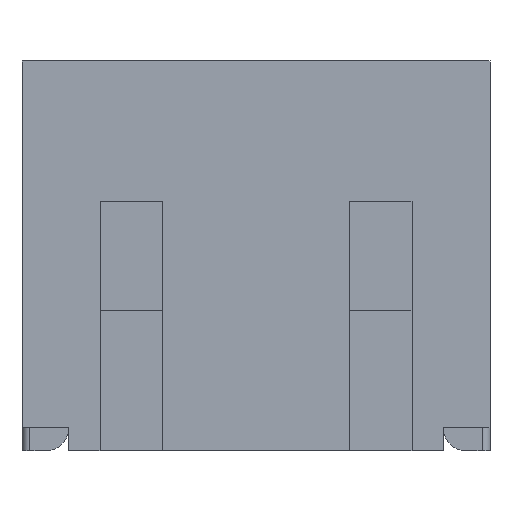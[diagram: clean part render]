
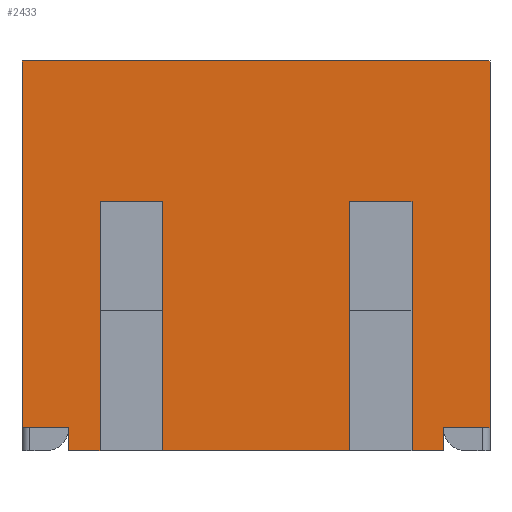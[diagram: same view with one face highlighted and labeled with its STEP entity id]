
A CAD part, left-side view. The second image highlights one B-rep face of the part: STEP entity #2433.
In plain terms, the highlighted planar face has unit normal (-1, 0, 0).
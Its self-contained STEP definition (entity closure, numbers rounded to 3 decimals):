
#35=PLANE('',#2615);
#164=FACE_OUTER_BOUND('',#292,.T.);
#292=EDGE_LOOP('',(#1810,#1811,#1812,#1813,#1814,#1815,#1816,#1817,#1818,
#1819,#1820,#1821,#1822,#1823,#1824,#1825));
#421=LINE('',#3515,#731);
#425=LINE('',#3523,#735);
#431=LINE('',#3536,#741);
#452=LINE('',#3578,#762);
#465=LINE('',#3603,#775);
#466=LINE('',#3605,#776);
#467=LINE('',#3607,#777);
#468=LINE('',#3609,#778);
#469=LINE('',#3611,#779);
#470=LINE('',#3613,#780);
#471=LINE('',#3615,#781);
#472=LINE('',#3617,#782);
#473=LINE('',#3619,#783);
#474=LINE('',#3621,#784);
#475=LINE('',#3622,#785);
#476=LINE('',#3623,#786);
#731=VECTOR('',#2866,10.);
#735=VECTOR('',#2872,10.);
#741=VECTOR('',#2882,10.);
#762=VECTOR('',#2915,10.);
#775=VECTOR('',#2934,10.);
#776=VECTOR('',#2935,10.);
#777=VECTOR('',#2936,10.);
#778=VECTOR('',#2937,10.);
#779=VECTOR('',#2938,10.);
#780=VECTOR('',#2939,10.);
#781=VECTOR('',#2940,10.);
#782=VECTOR('',#2941,10.);
#783=VECTOR('',#2942,10.);
#784=VECTOR('',#2943,10.);
#785=VECTOR('',#2944,10.);
#786=VECTOR('',#2945,10.);
#1103=VERTEX_POINT('',#3512);
#1104=VERTEX_POINT('',#3514);
#1107=VERTEX_POINT('',#3522);
#1110=VERTEX_POINT('',#3532);
#1112=VERTEX_POINT('',#3535);
#1127=VERTEX_POINT('',#3576);
#1136=VERTEX_POINT('',#3602);
#1137=VERTEX_POINT('',#3604);
#1138=VERTEX_POINT('',#3606);
#1139=VERTEX_POINT('',#3608);
#1140=VERTEX_POINT('',#3610);
#1141=VERTEX_POINT('',#3612);
#1142=VERTEX_POINT('',#3614);
#1143=VERTEX_POINT('',#3616);
#1144=VERTEX_POINT('',#3618);
#1145=VERTEX_POINT('',#3620);
#1347=EDGE_CURVE('',#1104,#1103,#421,.T.);
#1351=EDGE_CURVE('',#1107,#1104,#425,.T.);
#1357=EDGE_CURVE('',#1112,#1110,#431,.T.);
#1378=EDGE_CURVE('',#1110,#1127,#452,.T.);
#1391=EDGE_CURVE('',#1136,#1107,#465,.T.);
#1392=EDGE_CURVE('',#1103,#1137,#466,.T.);
#1393=EDGE_CURVE('',#1137,#1138,#467,.T.);
#1394=EDGE_CURVE('',#1138,#1139,#468,.T.);
#1395=EDGE_CURVE('',#1139,#1140,#469,.T.);
#1396=EDGE_CURVE('',#1140,#1141,#470,.T.);
#1397=EDGE_CURVE('',#1141,#1142,#471,.T.);
#1398=EDGE_CURVE('',#1142,#1143,#472,.T.);
#1399=EDGE_CURVE('',#1143,#1144,#473,.T.);
#1400=EDGE_CURVE('',#1145,#1144,#474,.T.);
#1401=EDGE_CURVE('',#1112,#1145,#475,.T.);
#1402=EDGE_CURVE('',#1127,#1136,#476,.T.);
#1810=ORIENTED_EDGE('',*,*,#1391,.T.);
#1811=ORIENTED_EDGE('',*,*,#1351,.T.);
#1812=ORIENTED_EDGE('',*,*,#1347,.T.);
#1813=ORIENTED_EDGE('',*,*,#1392,.T.);
#1814=ORIENTED_EDGE('',*,*,#1393,.T.);
#1815=ORIENTED_EDGE('',*,*,#1394,.T.);
#1816=ORIENTED_EDGE('',*,*,#1395,.T.);
#1817=ORIENTED_EDGE('',*,*,#1396,.T.);
#1818=ORIENTED_EDGE('',*,*,#1397,.T.);
#1819=ORIENTED_EDGE('',*,*,#1398,.T.);
#1820=ORIENTED_EDGE('',*,*,#1399,.T.);
#1821=ORIENTED_EDGE('',*,*,#1400,.F.);
#1822=ORIENTED_EDGE('',*,*,#1401,.F.);
#1823=ORIENTED_EDGE('',*,*,#1357,.T.);
#1824=ORIENTED_EDGE('',*,*,#1378,.T.);
#1825=ORIENTED_EDGE('',*,*,#1402,.T.);
#2433=ADVANCED_FACE('',(#164),#35,.T.);
#2615=AXIS2_PLACEMENT_3D('',#3601,#2932,#2933);
#2866=DIRECTION('',(0.,0.,-1.));
#2872=DIRECTION('',(0.,-1.,0.));
#2882=DIRECTION('',(0.,-1.,0.));
#2915=DIRECTION('',(0.,0.,-1.));
#2932=DIRECTION('center_axis',(-1.,0.,0.));
#2933=DIRECTION('ref_axis',(0.,-1.,0.));
#2934=DIRECTION('',(0.,0.,1.));
#2935=DIRECTION('',(0.,-1.,0.));
#2936=DIRECTION('',(0.,0.,1.));
#2937=DIRECTION('',(0.,-1.,0.));
#2938=DIRECTION('',(0.,0.,-1.));
#2939=DIRECTION('',(0.,-1.,0.));
#2940=DIRECTION('',(0.,0.,1.));
#2941=DIRECTION('',(0.,-1.,0.));
#2942=DIRECTION('',(0.,0.,1.));
#2943=DIRECTION('',(0.,-1.,0.));
#2944=DIRECTION('',(0.,0.,1.));
#2945=DIRECTION('',(0.,-1.,0.));
#3512=CARTESIAN_POINT('',(-4.45,1.95,0.));
#3514=CARTESIAN_POINT('',(-4.45,1.95,3.195));
#3515=CARTESIAN_POINT('',(-4.45,1.95,0.));
#3522=CARTESIAN_POINT('',(-4.45,2.75,3.195));
#3523=CARTESIAN_POINT('',(-4.45,2.85,3.195));
#3532=CARTESIAN_POINT('',(-4.45,3.15,0.3));
#3535=CARTESIAN_POINT('',(-4.45,3.75,0.3));
#3536=CARTESIAN_POINT('',(-4.45,3.75,0.3));
#3576=CARTESIAN_POINT('',(-4.45,3.15,0.));
#3578=CARTESIAN_POINT('',(-4.45,3.15,0.325));
#3601=CARTESIAN_POINT('Origin',(-4.45,3.75,0.));
#3602=CARTESIAN_POINT('',(-4.45,2.75,0.));
#3603=CARTESIAN_POINT('',(-4.45,2.75,1.598));
#3604=CARTESIAN_POINT('',(-4.45,-0.45,0.));
#3605=CARTESIAN_POINT('',(-4.45,3.75,0.));
#3606=CARTESIAN_POINT('',(-4.45,-0.45,3.195));
#3607=CARTESIAN_POINT('',(-4.45,-0.45,0.));
#3608=CARTESIAN_POINT('',(-4.45,-1.25,3.195));
#3609=CARTESIAN_POINT('',(-4.45,1.65,3.195));
#3610=CARTESIAN_POINT('',(-4.45,-1.25,0.));
#3611=CARTESIAN_POINT('',(-4.45,-1.25,1.598));
#3612=CARTESIAN_POINT('',(-4.45,-1.65,0.));
#3613=CARTESIAN_POINT('',(-4.45,3.75,0.));
#3614=CARTESIAN_POINT('',(-4.45,-1.65,0.3));
#3615=CARTESIAN_POINT('',(-4.45,-1.65,0.325));
#3616=CARTESIAN_POINT('',(-4.45,-2.25,0.3));
#3617=CARTESIAN_POINT('',(-4.45,0.75,0.3));
#3618=CARTESIAN_POINT('',(-4.45,-2.25,5.));
#3619=CARTESIAN_POINT('',(-4.45,-2.25,0.));
#3620=CARTESIAN_POINT('',(-4.45,3.75,5.));
#3621=CARTESIAN_POINT('',(-4.45,3.75,5.));
#3622=CARTESIAN_POINT('',(-4.45,3.75,0.));
#3623=CARTESIAN_POINT('',(-4.45,3.75,0.));
